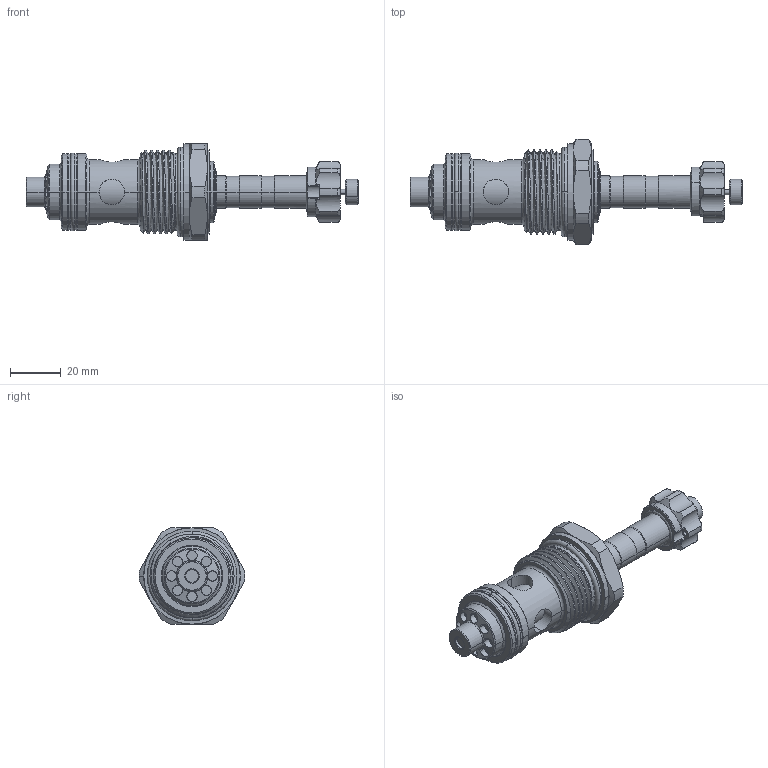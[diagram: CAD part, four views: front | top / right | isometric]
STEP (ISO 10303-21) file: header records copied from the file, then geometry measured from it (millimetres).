
FILE_DESCRIPTION (( 'STEP AP203' ), '1' );
FILE_NAME ('EP21E2A12P05.STEP', '2020-04-07T07:33:33', ( '' ), ( '' ), 'SwSTEP 2.0', 'SolidWorks 2018', '' );
FILE_SCHEMA (( 'CONFIG_CONTROL_DESIGN' ));
Length unit declared in the file: millimetre
Products named in the file (1): EP21E2A12P05
Bounding box: 130.3 x 41.5 x 38 mm (x, y, z)
Volume: 54747.3 mm3; surface area: 16333.6 mm2
Topology: 3 solids, 3 shells, 283 faces, 670 edges, 415 vertices
Faces by surface type: cylinder 132, cone 66, plane 42, torus 40, bspline 3
Entity records: 12256 total; most frequent: CARTESIAN_POINT 5691, DIRECTION 1417, ORIENTED_EDGE 1340, EDGE_CURVE 670, AXIS2_PLACEMENT_3D 614, VERTEX_POINT 415, CIRCLE 333, EDGE_LOOP 311
